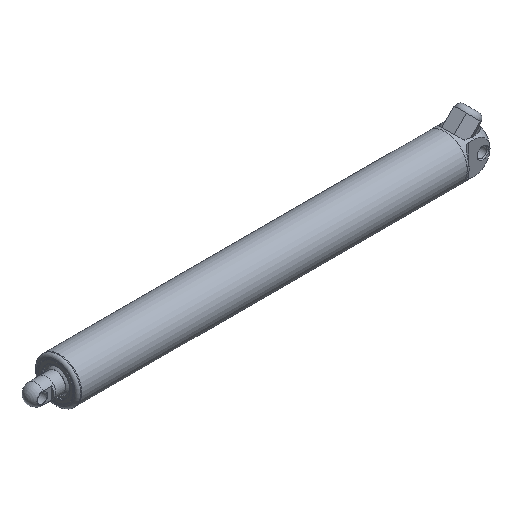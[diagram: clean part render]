
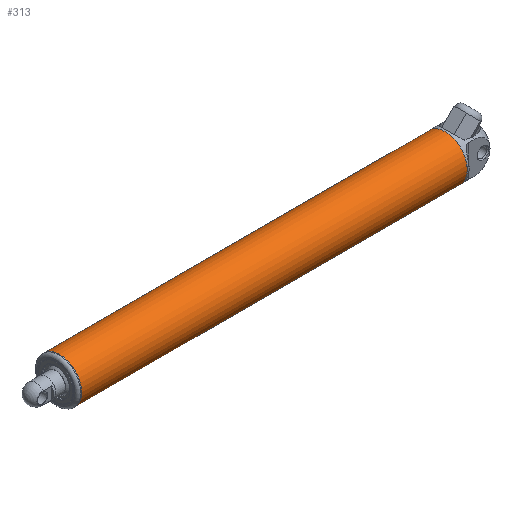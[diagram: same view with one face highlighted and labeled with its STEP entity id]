
A CAD part, isometric view. The second image highlights one B-rep face of the part: STEP entity #313.
In plain terms, the highlighted cylindrical face has radius 11.43 mm (diameter 22.86 mm), a full revolution.
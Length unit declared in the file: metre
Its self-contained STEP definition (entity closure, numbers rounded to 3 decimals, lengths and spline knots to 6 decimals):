
#313 = ADVANCED_FACE( '', ( #576, #577 ), #578, .T. );
#576 = FACE_OUTER_BOUND( '', #812, .T. );
#577 = FACE_OUTER_BOUND( '', #813, .T. );
#578 = CYLINDRICAL_SURFACE( '', #814, 0.01143 );
#812 = EDGE_LOOP( '', ( #1241 ) );
#813 = EDGE_LOOP( '', ( #1242 ) );
#814 = AXIS2_PLACEMENT_3D( '', #1243, #1244, #1245 );
#1241 = ORIENTED_EDGE( '', *, *, #1424, .F. );
#1242 = ORIENTED_EDGE( '', *, *, #1333, .T. );
#1243 = CARTESIAN_POINT( '', ( 0.1, 0., 0. ) );
#1244 = DIRECTION( '', ( 1., 0., 0. ) );
#1245 = DIRECTION( '', ( 0., 0., 1. ) );
#1333 = EDGE_CURVE( '', #1518, #1518, #1519, .T. );
#1424 = EDGE_CURVE( '', #1658, #1658, #1659, .T. );
#1518 = VERTEX_POINT( '', #1770 );
#1519 = CIRCLE( '', #1771, 0.01143 );
#1658 = VERTEX_POINT( '', #2008 );
#1659 = CIRCLE( '', #2009, 0.01143 );
#1770 = CARTESIAN_POINT( '', ( -0.1, 0., -0.01143 ) );
#1771 = AXIS2_PLACEMENT_3D( '', #2171, #2172, #2173 );
#2008 = CARTESIAN_POINT( '', ( 0.1, 0., -0.01143 ) );
#2009 = AXIS2_PLACEMENT_3D( '', #2293, #2294, #2295 );
#2171 = CARTESIAN_POINT( '', ( -0.1, 0., 0. ) );
#2172 = DIRECTION( '', ( 1., 0., 0. ) );
#2173 = DIRECTION( '', ( 0., 0., -1. ) );
#2293 = CARTESIAN_POINT( '', ( 0.1, 0., 0. ) );
#2294 = DIRECTION( '', ( 1., 0., 0. ) );
#2295 = DIRECTION( '', ( 0., 0., -1. ) );
